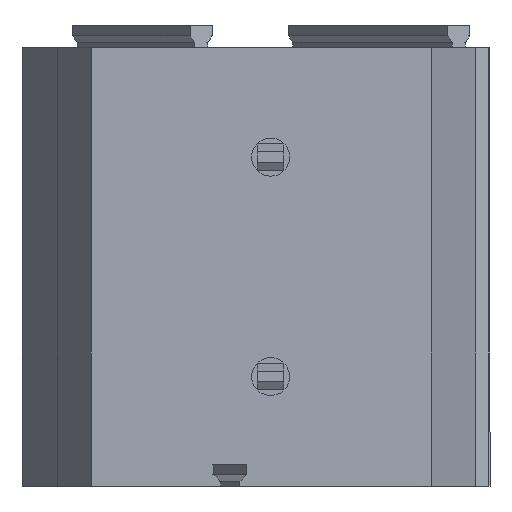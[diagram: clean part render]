
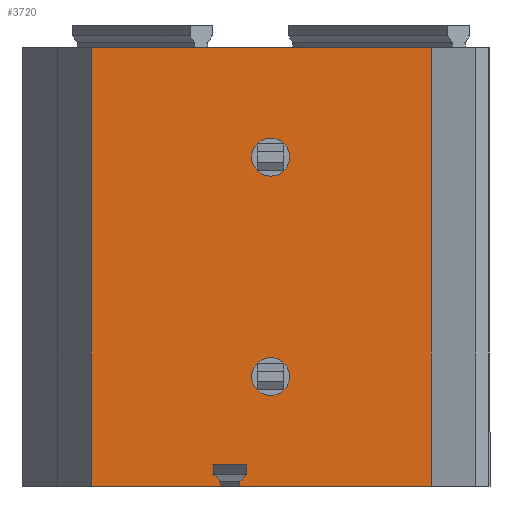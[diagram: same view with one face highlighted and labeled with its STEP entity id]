
A CAD part, front view. The second image highlights one B-rep face of the part: STEP entity #3720.
In plain terms, the highlighted planar face has unit normal (0, -1, 0).
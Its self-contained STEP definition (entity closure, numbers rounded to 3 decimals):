
#2430=CARTESIAN_POINT('',(-43.688,10.165
   ,0.));
#2440=DIRECTION('',(0.,-1.,
   0.));
#2450=DIRECTION('',(-1.,0.,
   0.));
#2460=AXIS2_PLACEMENT_3D('',#2430,#2440,#2450);
#2470=PLANE('',#2460);
#2480=CARTESIAN_POINT('',(0.,10.165,
   -11.25));
#2490=DIRECTION('',(-1.,0.,
   0.));
#2500=VECTOR('',#2490,1.);
#2510=LINE('',#2480,#2500);
#2520=CARTESIAN_POINT('',(-43.688,10.165
   ,-11.25));
#2530=VERTEX_POINT('',#2520);
#2540=CARTESIAN_POINT('',(-50.237,10.165
   ,-11.25));
#2550=VERTEX_POINT('',#2540);
#2560=EDGE_CURVE('',#2530,#2550,#2510,.T.);
#2570=ORIENTED_EDGE('',*,*,#2560,.F.);
#2580=CARTESIAN_POINT('',(-50.237,10.165
   ,-2.5));
#2590=DIRECTION('',(0.,0.,
   1.));
#2600=VECTOR('',#2590,1.);
#2610=LINE('',#2580,#2600);
#2620=CARTESIAN_POINT('',(-50.237,10.165
   ,-11.083));
#2630=VERTEX_POINT('',#2620);
#2640=EDGE_CURVE('',#2550,#2630,#2610,.T.);
#2650=ORIENTED_EDGE('',*,*,#2640,.F.);
#2660=CARTESIAN_POINT('',(0.,10.165,
   37.856));
#2670=DIRECTION('',(0.716,0.,
   0.698));
#2680=VECTOR('',#2670,1.);
#2690=LINE('',#2660,#2680);
#2700=CARTESIAN_POINT('',(-49.999,10.165
   ,-10.851));
#2710=VERTEX_POINT('',#2700);
#2720=EDGE_CURVE('',#2630,#2710,#2690,.T.);
#2730=ORIENTED_EDGE('',*,*,#2720,.F.);
#2740=CARTESIAN_POINT('',(-49.999,10.165
   ,-2.5));
#2750=DIRECTION('',(0.,0.,
   1.));
#2760=VECTOR('',#2750,1.);
#2770=LINE('',#2740,#2760);
#2780=CARTESIAN_POINT('',(-49.999,10.165
   ,-10.509));
#2790=VERTEX_POINT('',#2780);
#2800=EDGE_CURVE('',#2710,#2790,#2770,.T.);
#2810=ORIENTED_EDGE('',*,*,#2800,.F.);
#2820=CARTESIAN_POINT('',(0.,10.165,
   -10.509));
#2830=DIRECTION('',(-1.,0.,
   0.));
#2840=VECTOR('',#2830,1.);
#2850=LINE('',#2820,#2840);
#2860=CARTESIAN_POINT('',(-51.132,10.165
   ,-10.509));
#2870=VERTEX_POINT('',#2860);
#2880=EDGE_CURVE('',#2790,#2870,#2850,.T.);
#2890=ORIENTED_EDGE('',*,*,#2880,.F.);
#2900=CARTESIAN_POINT('',(-51.132,10.165
   ,-2.5));
#2910=DIRECTION('',(0.,0.,
   1.));
#2920=VECTOR('',#2910,1.);
#2930=LINE('',#2900,#2920);
#2940=CARTESIAN_POINT('',(-51.132,10.165
   ,-10.851));
#2950=VERTEX_POINT('',#2940);
#2960=EDGE_CURVE('',#2950,#2870,#2930,.T.);
#2970=ORIENTED_EDGE('',*,*,#2960,.T.);
#2980=CARTESIAN_POINT('',(0.,10.165,
   -60.661));
#2990=DIRECTION('',(0.716,0.,
   -0.698));
#3000=VECTOR('',#2990,1.);
#3010=LINE('',#2980,#3000);
#3020=CARTESIAN_POINT('',(-50.894,10.165
   ,-11.083));
#3030=VERTEX_POINT('',#3020);
#3040=EDGE_CURVE('',#2950,#3030,#3010,.T.);
#3050=ORIENTED_EDGE('',*,*,#3040,.F.);
#3060=CARTESIAN_POINT('',(-50.894,10.165
   ,-2.5));
#3070=DIRECTION('',(0.,0.,
   -1.));
#3080=VECTOR('',#3070,1.);
#3090=LINE('',#3060,#3080);
#3100=CARTESIAN_POINT('',(-50.894,10.165
   ,-11.25));
#3110=VERTEX_POINT('',#3100);
#3120=EDGE_CURVE('',#3030,#3110,#3090,.T.);
#3130=ORIENTED_EDGE('',*,*,#3120,.F.);
#3140=CARTESIAN_POINT('',(-55.324,10.165
   ,-11.25));
#3150=VERTEX_POINT('',#3140);
#3160=EDGE_CURVE('',#3110,#3150,#2510,.T.);
#3170=ORIENTED_EDGE('',*,*,#3160,.F.);
#3180=CARTESIAN_POINT('',(-55.324,10.165
   ,0.));
#3190=DIRECTION('',(0.,0.,
   1.));
#3200=VECTOR('',#3190,1.);
#3210=LINE('',#3180,#3200);
#3220=CARTESIAN_POINT('',(-55.324,10.165
   ,3.75));
#3230=VERTEX_POINT('',#3220);
#3240=EDGE_CURVE('',#3150,#3230,#3210,.T.);
#3250=ORIENTED_EDGE('',*,*,#3240,.F.);
#3260=CARTESIAN_POINT('',(0.,10.165,
   3.75));
#3270=DIRECTION('',(1.,0.,
   0.));
#3280=VECTOR('',#3270,1.);
#3290=LINE('',#3260,#3280);
#3300=CARTESIAN_POINT('',(-43.688,10.165
   ,3.75));
#3310=VERTEX_POINT('',#3300);
#3320=EDGE_CURVE('',#3230,#3310,#3290,.T.);
#3330=ORIENTED_EDGE('',*,*,#3320,.F.);
#3340=CARTESIAN_POINT('',(-43.688,10.165
   ,-2.5));
#3350=DIRECTION('',(0.,0.,
   1.));
#3360=VECTOR('',#3350,1.);
#3370=LINE('',#3340,#3360);
#3380=EDGE_CURVE('',#2530,#3310,#3370,.T.);
#3390=ORIENTED_EDGE('',*,*,#3380,.T.);
#3400=EDGE_LOOP('',(#3390,#3330,#3250,#3170,#3130,#3050,#2970,#2890,
   #2810,#2730,#2650,#2570));
#3410=FACE_OUTER_BOUND('',#3400,.T.);
#3420=CARTESIAN_POINT('',(-49.188,10.165
   ,0.));
#3430=DIRECTION('',(0.,-1.,
   0.));
#3440=DIRECTION('',(1.,0.,
   0.));
#3450=AXIS2_PLACEMENT_3D('',#3420,#3430,#3440);
#3460=CIRCLE('',#3450,0.65);
#3470=CARTESIAN_POINT('',(-48.538,10.165
   ,0.));
#3480=VERTEX_POINT('',#3470);
#3490=CARTESIAN_POINT('',(-49.838,10.165
   ,0.));
#3500=VERTEX_POINT('',#3490);
#3510=EDGE_CURVE('',#3480,#3500,#3460,.T.);
#3520=ORIENTED_EDGE('',*,*,#3510,.F.);
#3530=EDGE_CURVE('',#3500,#3480,#3460,.T.);
#3540=ORIENTED_EDGE('',*,*,#3530,.F.);
#3550=EDGE_LOOP('',(#3540,#3520));
#3560=FACE_BOUND('',#3550,.T.);
#3570=CARTESIAN_POINT('',(-49.188,10.165
   ,-7.5));
#3580=DIRECTION('',(0.,-1.,
   0.));
#3590=DIRECTION('',(1.,0.,
   0.));
#3600=AXIS2_PLACEMENT_3D('',#3570,#3580,#3590);
#3610=CIRCLE('',#3600,0.65);
#3620=CARTESIAN_POINT('',(-48.538,10.165
   ,-7.5));
#3630=VERTEX_POINT('',#3620);
#3640=CARTESIAN_POINT('',(-49.838,10.165
   ,-7.5));
#3650=VERTEX_POINT('',#3640);
#3660=EDGE_CURVE('',#3630,#3650,#3610,.T.);
#3670=ORIENTED_EDGE('',*,*,#3660,.F.);
#3680=EDGE_CURVE('',#3650,#3630,#3610,.T.);
#3690=ORIENTED_EDGE('',*,*,#3680,.F.);
#3700=EDGE_LOOP('',(#3690,#3670));
#3710=FACE_BOUND('',#3700,.T.);
#3720=ADVANCED_FACE('',(#3410,#3560,#3710),#2470,.T.);
